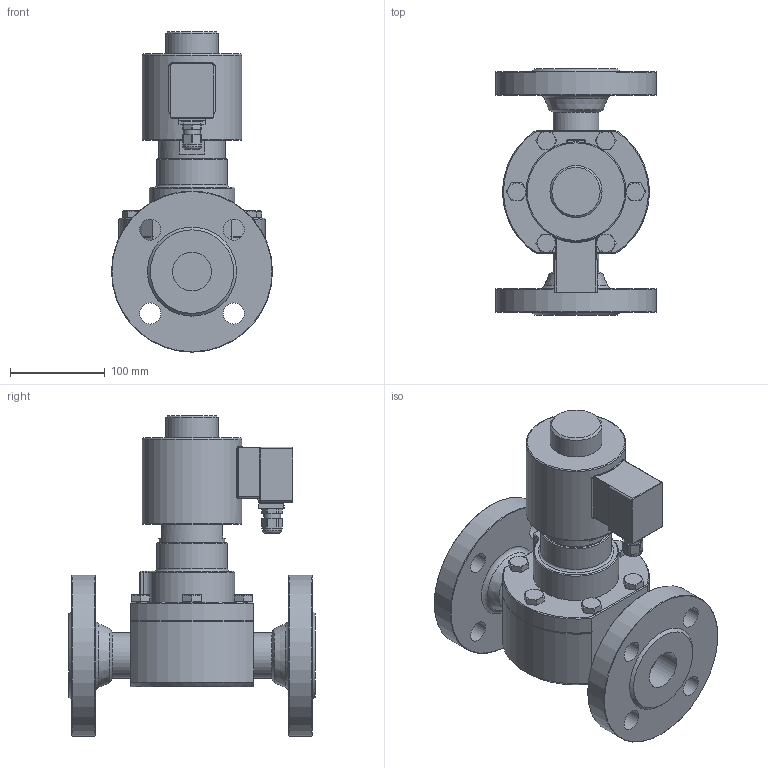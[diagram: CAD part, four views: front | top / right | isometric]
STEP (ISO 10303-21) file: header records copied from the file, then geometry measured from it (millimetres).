
FILE_DESCRIPTION(/* description */ ('3D-Modell'),/* implementation_level */ '2;1');
FILE_NAME(/* name */ '024.000084_1-041-05-0804-.272.stp',/* time_stamp */ '2023-01-31T06:57:58+01:00',/* author */ ('LBirkmann'),/* organization */ (''),/* preprocessor_version */ 'ST-DEVELOPER v16.1',/* originating_system */ 'Autodesk Inventor 2016',/* authorisation */ '');
FILE_SCHEMA (('AUTOMOTIVE_DESIGN { 1 0 10303 214 3 1 1 }'));
Length unit declared in the file: millimetre
Products named in the file (1): 88-005805
Bounding box: 170 x 260 x 338 mm (x, y, z)
Volume: 4196621.6 mm3; surface area: 293814 mm2
Topology: 1 solids, 1 shells, 281 faces, 646 edges, 395 vertices
Faces by surface type: plane 125, cylinder 71, cone 67, torus 14, bspline 4
Full cylindrical faces by diameter (mm): 17.2 x6, 18 x1, 20 x1, 22.2 x8, 40.9 x2, 48.3 x2, 55 x1, 70 x1, 75 x1, 105.16 x1, 170 x2
Entity records: 7790 total; most frequent: CARTESIAN_POINT 1761, DIRECTION 1252, ORIENTED_EDGE 1194, EDGE_CURVE 597, AXIS2_PLACEMENT_3D 495, VERTEX_POINT 392, EDGE_LOOP 371, FACE_OUTER_BOUND 281
